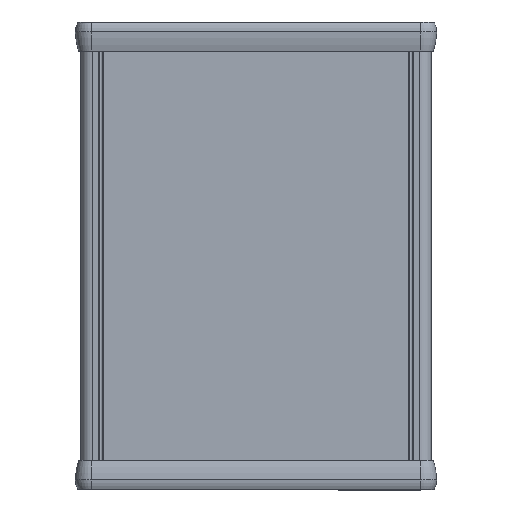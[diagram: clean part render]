
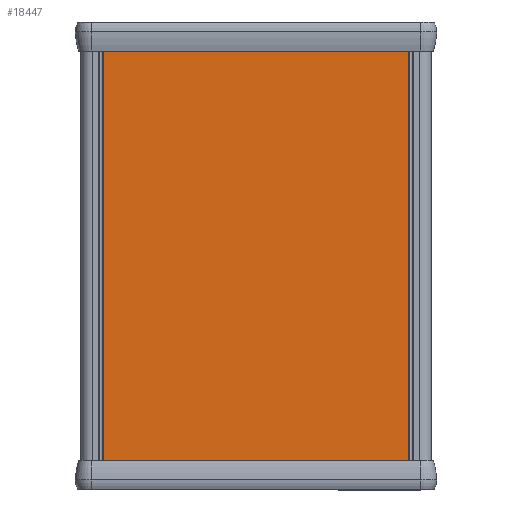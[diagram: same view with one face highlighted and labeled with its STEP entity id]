
A CAD part, top view. The second image highlights one B-rep face of the part: STEP entity #18447.
In plain terms, the highlighted face is planar.
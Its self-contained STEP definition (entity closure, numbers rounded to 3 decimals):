
#272 = ORIENTED_EDGE ( 'NONE', *, *, #16291, .T. ) ;
#621 = VECTOR ( 'NONE', #8643, 1000. ) ;
#859 = CARTESIAN_POINT ( 'NONE',  ( 54.536, 0., 0. ) ) ;
#1025 = DIRECTION ( 'NONE',  ( 0., 1., 0. ) ) ;
#1577 = VECTOR ( 'NONE', #18052, 1000. ) ;
#1668 = VERTEX_POINT ( 'NONE', #12426 ) ;
#2710 = CARTESIAN_POINT ( 'NONE',  ( 54.536, 0., 80. ) ) ;
#4140 = EDGE_CURVE ( 'NONE', #1668, #5803, #17334, .T. ) ;
#5803 = VERTEX_POINT ( 'NONE', #2710 ) ;
#6515 = CARTESIAN_POINT ( 'NONE',  ( 54.536, 0., -80. ) ) ;
#6680 = PLANE ( 'NONE',  #20927 ) ;
#6698 = LINE ( 'NONE', #859, #1577 ) ;
#6969 = EDGE_CURVE ( 'NONE', #5803, #17278, #6698, .T. ) ;
#8643 = DIRECTION ( 'NONE',  ( -1., 0., 0. ) ) ;
#9063 = ORIENTED_EDGE ( 'NONE', *, *, #10696, .T. ) ;
#9122 = ORIENTED_EDGE ( 'NONE', *, *, #6969, .T. ) ;
#10696 = EDGE_CURVE ( 'NONE', #17278, #19640, #20978, .T. ) ;
#12426 = CARTESIAN_POINT ( 'NONE',  ( -54.536, 0., 80. ) ) ;
#12493 = CARTESIAN_POINT ( 'NONE',  ( -54.75, 0., 0. ) ) ;
#12704 = FACE_OUTER_BOUND ( 'NONE', #15997, .T. ) ;
#14215 = CARTESIAN_POINT ( 'NONE',  ( -54.536, 0., 0. ) ) ;
#14416 = DIRECTION ( 'NONE',  ( 0., 0., 1. ) ) ;
#14656 = DIRECTION ( 'NONE',  ( 1., 0., 0. ) ) ;
#15997 = EDGE_LOOP ( 'NONE', ( #272, #16205, #9122, #9063 ) ) ;
#16205 = ORIENTED_EDGE ( 'NONE', *, *, #4140, .T. ) ;
#16291 = EDGE_CURVE ( 'NONE', #19640, #1668, #16992, .T. ) ;
#16992 = LINE ( 'NONE', #14215, #22094 ) ;
#17278 = VERTEX_POINT ( 'NONE', #6515 ) ;
#17334 = LINE ( 'NONE', #20262, #22430 ) ;
#18052 = DIRECTION ( 'NONE',  ( 0., 0., -1. ) ) ;
#18447 = ADVANCED_FACE ( 'NONE', ( #12704 ), #6680, .T. ) ;
#19640 = VERTEX_POINT ( 'NONE', #20470 ) ;
#20060 = CARTESIAN_POINT ( 'NONE',  ( -54.75, 0., -80. ) ) ;
#20262 = CARTESIAN_POINT ( 'NONE',  ( -54.75, 0., 80. ) ) ;
#20470 = CARTESIAN_POINT ( 'NONE',  ( -54.536, 0., -80. ) ) ;
#20927 = AXIS2_PLACEMENT_3D ( 'NONE', #12493, #1025, #14416 ) ;
#20978 = LINE ( 'NONE', #20060, #621 ) ;
#22094 = VECTOR ( 'NONE', #23642, 1000. ) ;
#22430 = VECTOR ( 'NONE', #14656, 1000. ) ;
#23642 = DIRECTION ( 'NONE',  ( 0., 0., 1. ) ) ;
